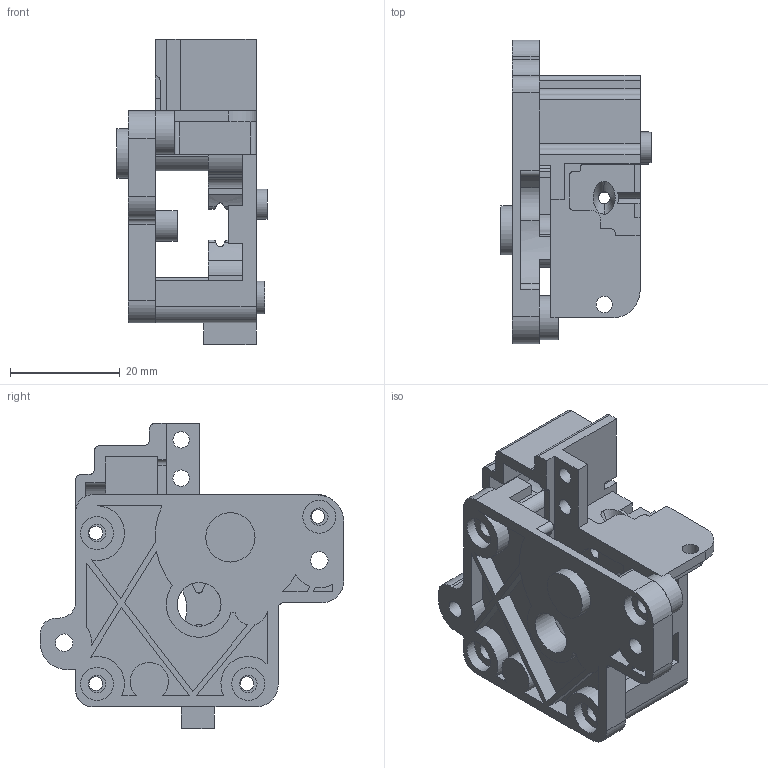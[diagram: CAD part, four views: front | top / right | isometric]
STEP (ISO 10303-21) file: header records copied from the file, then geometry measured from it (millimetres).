
FILE_DESCRIPTION(/* description */ (''),/* implementation_level */ '2;1');
FILE_NAME(/* name */ 'extruder-housing.step',/* time_stamp */ '2025-06-27T11:47:54+02:00',/* author */ (''),/* organization */ (''),/* preprocessor_version */ 'ST-DEVELOPER v20.1',/* originating_system */ 'Autodesk Translation Framework v14.10.0.0',/* authorisation */ '');
FILE_SCHEMA (('AUTOMOTIVE_DESIGN { 1 0 10303 214 3 1 1 }'));
Length unit declared in the file: centimetre
Products named in the file (1): extruder-housing
Bounding box: 27.41 x 55.45 x 55.7 mm (x, y, z)
Volume: 15499.8 mm3; surface area: 15777.6 mm2
Topology: 2 solids, 2 shells, 281 faces, 759 edges, 504 vertices
Faces by surface type: plane 152, cylinder 127, bspline 2
Full cylindrical faces by diameter (mm): 2 x1, 2.198 x1, 2.2 x1, 2.5 x6, 3 x7, 3.2 x6, 3.6 x1, 4 x3, 5.5 x1, 6 x9, 8 x2, 9 x1
Entity records: 9180 total; most frequent: CARTESIAN_POINT 1733, DIRECTION 1563, ORIENTED_EDGE 1518, EDGE_CURVE 759, AXIS2_PLACEMENT_3D 536, VERTEX_POINT 504, LINE 491, VECTOR 491
